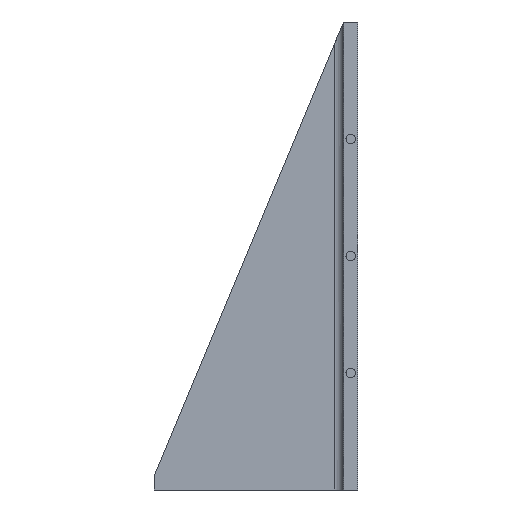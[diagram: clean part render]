
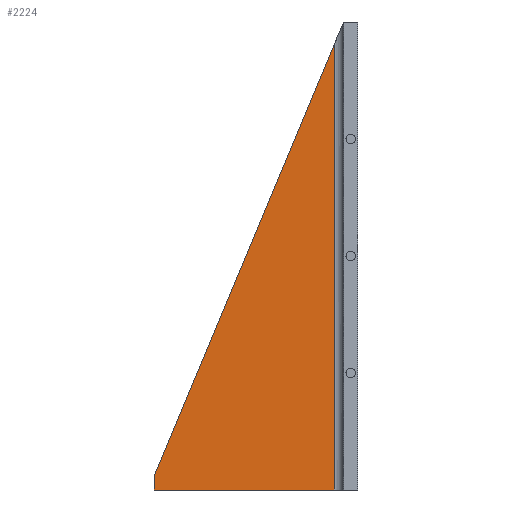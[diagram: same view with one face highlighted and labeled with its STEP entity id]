
A CAD part, left-side view. The second image highlights one B-rep face of the part: STEP entity #2224.
In plain terms, the highlighted planar face has unit normal (-1, 0, 0).
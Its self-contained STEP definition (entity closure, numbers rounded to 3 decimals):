
#373 = VERTEX_POINT('',#374);
#374 = CARTESIAN_POINT('',(104.,43.95,0.));
#380 = EDGE_CURVE('',#381,#373,#383,.T.);
#381 = VERTEX_POINT('',#382);
#382 = CARTESIAN_POINT('',(104.,5.5,0.));
#383 = LINE('',#384,#385);
#384 = CARTESIAN_POINT('',(104.,0.5,0.));
#385 = VECTOR('',#386,1.);
#386 = DIRECTION('',(0.,1.,0.));
#642 = VERTEX_POINT('',#643);
#643 = CARTESIAN_POINT('',(104.,43.95,3.));
#649 = EDGE_CURVE('',#373,#642,#650,.T.);
#650 = LINE('',#651,#652);
#651 = CARTESIAN_POINT('',(104.,43.95,0.));
#652 = VECTOR('',#653,1.);
#653 = DIRECTION('',(0.,0.,1.));
#2224 = ADVANCED_FACE('',(#2225),#2243,.T.);
#2225 = FACE_BOUND('',#2226,.F.);
#2226 = EDGE_LOOP('',(#2227,#2235,#2236,#2237));
#2227 = ORIENTED_EDGE('',*,*,#2228,.T.);
#2228 = EDGE_CURVE('',#2229,#381,#2231,.T.);
#2229 = VERTEX_POINT('',#2230);
#2230 = CARTESIAN_POINT('',(104.,5.5,95.204));
#2231 = LINE('',#2232,#2233);
#2232 = CARTESIAN_POINT('',(104.,5.5,100.));
#2233 = VECTOR('',#2234,1.);
#2234 = DIRECTION('',(-0.,-0.,-1.));
#2235 = ORIENTED_EDGE('',*,*,#380,.T.);
#2236 = ORIENTED_EDGE('',*,*,#649,.T.);
#2237 = ORIENTED_EDGE('',*,*,#2238,.T.);
#2238 = EDGE_CURVE('',#642,#2229,#2239,.T.);
#2239 = LINE('',#2240,#2241);
#2240 = CARTESIAN_POINT('',(104.,31.152,33.69));
#2241 = VECTOR('',#2242,1.);
#2242 = DIRECTION('',(0.,-0.385,0.923));
#2243 = PLANE('',#2244);
#2244 = AXIS2_PLACEMENT_3D('',#2245,#2246,#2247);
#2245 = CARTESIAN_POINT('',(104.,17.231,39.913));
#2246 = DIRECTION('',(-1.,-0.,-0.));
#2247 = DIRECTION('',(0.,0.,-1.));
